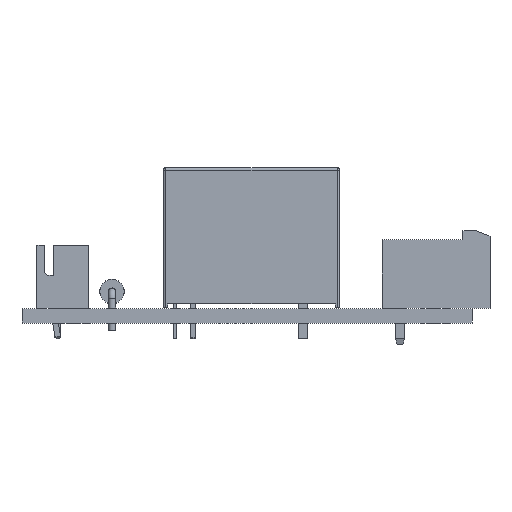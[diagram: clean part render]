
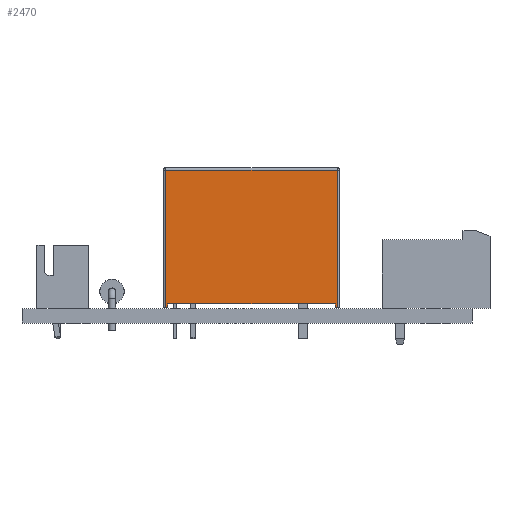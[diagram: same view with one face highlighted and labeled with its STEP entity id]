
A CAD part, front view. The second image highlights one B-rep face of the part: STEP entity #2470.
In plain terms, the highlighted planar face has unit normal (0, -1, 0).
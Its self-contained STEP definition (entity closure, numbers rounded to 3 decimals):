
#467 = PLANE('',#468);
#468 = AXIS2_PLACEMENT_3D('',#469,#470,#471);
#469 = CARTESIAN_POINT('',(8.5,0.,0.48));
#470 = DIRECTION('',(0.,0.,-1.));
#471 = DIRECTION('',(-1.,0.,0.));
#869 = VERTEX_POINT('',#870);
#870 = CARTESIAN_POINT('',(17.8,-7.7,0.48));
#884 = PLANE('',#885);
#885 = AXIS2_PLACEMENT_3D('',#886,#887,#888);
#886 = CARTESIAN_POINT('',(17.8,7.7,0.1));
#887 = DIRECTION('',(1.,0.,0.));
#888 = DIRECTION('',(0.,-1.,0.));
#896 = EDGE_CURVE('',#897,#869,#899,.T.);
#897 = VERTEX_POINT('',#898);
#898 = CARTESIAN_POINT('',(-0.8,-7.7,0.48));
#899 = SURFACE_CURVE('',#900,(#904,#911),.PCURVE_S1.);
#900 = LINE('',#901,#902);
#901 = CARTESIAN_POINT('',(13.4,-7.7,0.48));
#902 = VECTOR('',#903,1.);
#903 = DIRECTION('',(1.,0.,0.));
#904 = PCURVE('',#467,#905);
#905 = DEFINITIONAL_REPRESENTATION('',(#906),#910);
#906 = LINE('',#907,#908);
#907 = CARTESIAN_POINT('',(-4.9,-7.7));
#908 = VECTOR('',#909,1.);
#909 = DIRECTION('',(-1.,0.));
#910 = ( GEOMETRIC_REPRESENTATION_CONTEXT(2) 
PARAMETRIC_REPRESENTATION_CONTEXT() REPRESENTATION_CONTEXT('2D SPACE',''
  ) );
#911 = PCURVE('',#912,#917);
#912 = PLANE('',#913);
#913 = AXIS2_PLACEMENT_3D('',#914,#915,#916);
#914 = CARTESIAN_POINT('',(18.3,-7.7,0.1));
#915 = DIRECTION('',(0.,-1.,0.));
#916 = DIRECTION('',(-1.,0.,0.));
#917 = DEFINITIONAL_REPRESENTATION('',(#918),#922);
#918 = LINE('',#919,#920);
#919 = CARTESIAN_POINT('',(4.9,-0.38));
#920 = VECTOR('',#921,1.);
#921 = DIRECTION('',(-1.,0.));
#922 = ( GEOMETRIC_REPRESENTATION_CONTEXT(2) 
PARAMETRIC_REPRESENTATION_CONTEXT() REPRESENTATION_CONTEXT('2D SPACE',''
  ) );
#940 = PLANE('',#941);
#941 = AXIS2_PLACEMENT_3D('',#942,#943,#944);
#942 = CARTESIAN_POINT('',(-0.8,-8.7,0.1));
#943 = DIRECTION('',(-1.,0.,0.));
#944 = DIRECTION('',(0.,1.,0.));
#2035 = CYLINDRICAL_SURFACE('',#2036,0.25);
#2036 = AXIS2_PLACEMENT_3D('',#2037,#2038,#2039);
#2037 = CARTESIAN_POINT('',(18.05,-7.45,0.1));
#2038 = DIRECTION('',(0.,0.,1.));
#2039 = DIRECTION('',(0.,-1.,0.));
#2063 = PLANE('',#2064);
#2064 = AXIS2_PLACEMENT_3D('',#2065,#2066,#2067);
#2065 = CARTESIAN_POINT('',(8.5,0.,0.1));
#2066 = DIRECTION('',(0.,0.,-1.));
#2067 = DIRECTION('',(-1.,0.,0.));
#2307 = PLANE('',#2308);
#2308 = AXIS2_PLACEMENT_3D('',#2309,#2310,#2311);
#2309 = CARTESIAN_POINT('',(8.5,0.,0.1));
#2310 = DIRECTION('',(0.,0.,-1.));
#2311 = DIRECTION('',(-1.,0.,0.));
#2335 = CYLINDRICAL_SURFACE('',#2336,0.25);
#2336 = AXIS2_PLACEMENT_3D('',#2337,#2338,#2339);
#2337 = CARTESIAN_POINT('',(-1.05,-7.45,0.1));
#2338 = DIRECTION('',(0.,0.,1.));
#2339 = DIRECTION('',(-1.,0.,0.));
#2377 = VERTEX_POINT('',#2378);
#2378 = CARTESIAN_POINT('',(17.8,-7.7,0.1));
#2401 = EDGE_CURVE('',#2377,#869,#2402,.T.);
#2402 = SURFACE_CURVE('',#2403,(#2407,#2414),.PCURVE_S1.);
#2403 = LINE('',#2404,#2405);
#2404 = CARTESIAN_POINT('',(17.8,-7.7,0.1));
#2405 = VECTOR('',#2406,1.);
#2406 = DIRECTION('',(0.,0.,1.));
#2407 = PCURVE('',#884,#2408);
#2408 = DEFINITIONAL_REPRESENTATION('',(#2409),#2413);
#2409 = LINE('',#2410,#2411);
#2410 = CARTESIAN_POINT('',(15.4,0.));
#2411 = VECTOR('',#2412,1.);
#2412 = DIRECTION('',(0.,-1.));
#2413 = ( GEOMETRIC_REPRESENTATION_CONTEXT(2) 
PARAMETRIC_REPRESENTATION_CONTEXT() REPRESENTATION_CONTEXT('2D SPACE',''
  ) );
#2414 = PCURVE('',#912,#2415);
#2415 = DEFINITIONAL_REPRESENTATION('',(#2416),#2420);
#2416 = LINE('',#2417,#2418);
#2417 = CARTESIAN_POINT('',(0.5,0.));
#2418 = VECTOR('',#2419,1.);
#2419 = DIRECTION('',(0.,-1.));
#2420 = ( GEOMETRIC_REPRESENTATION_CONTEXT(2) 
PARAMETRIC_REPRESENTATION_CONTEXT() REPRESENTATION_CONTEXT('2D SPACE',''
  ) );
#2470 = ADVANCED_FACE('',(#2471),#912,.T.);
#2471 = FACE_BOUND('',#2472,.T.);
#2472 = EDGE_LOOP('',(#2473,#2498,#2526,#2549,#2572,#2593,#2594,#2595));
#2473 = ORIENTED_EDGE('',*,*,#2474,.T.);
#2474 = EDGE_CURVE('',#2475,#2477,#2479,.T.);
#2475 = VERTEX_POINT('',#2476);
#2476 = CARTESIAN_POINT('',(18.05,-7.7,0.1));
#2477 = VERTEX_POINT('',#2478);
#2478 = CARTESIAN_POINT('',(18.05,-7.7,15.35));
#2479 = SURFACE_CURVE('',#2480,(#2484,#2491),.PCURVE_S1.);
#2480 = LINE('',#2481,#2482);
#2481 = CARTESIAN_POINT('',(18.05,-7.7,0.1));
#2482 = VECTOR('',#2483,1.);
#2483 = DIRECTION('',(0.,0.,1.));
#2484 = PCURVE('',#912,#2485);
#2485 = DEFINITIONAL_REPRESENTATION('',(#2486),#2490);
#2486 = LINE('',#2487,#2488);
#2487 = CARTESIAN_POINT('',(0.25,0.));
#2488 = VECTOR('',#2489,1.);
#2489 = DIRECTION('',(0.,-1.));
#2490 = ( GEOMETRIC_REPRESENTATION_CONTEXT(2) 
PARAMETRIC_REPRESENTATION_CONTEXT() REPRESENTATION_CONTEXT('2D SPACE',''
  ) );
#2491 = PCURVE('',#2035,#2492);
#2492 = DEFINITIONAL_REPRESENTATION('',(#2493),#2497);
#2493 = LINE('',#2494,#2495);
#2494 = CARTESIAN_POINT('',(0.,0.));
#2495 = VECTOR('',#2496,1.);
#2496 = DIRECTION('',(0.,1.));
#2497 = ( GEOMETRIC_REPRESENTATION_CONTEXT(2) 
PARAMETRIC_REPRESENTATION_CONTEXT() REPRESENTATION_CONTEXT('2D SPACE',''
  ) );
#2498 = ORIENTED_EDGE('',*,*,#2499,.T.);
#2499 = EDGE_CURVE('',#2477,#2500,#2502,.T.);
#2500 = VERTEX_POINT('',#2501);
#2501 = CARTESIAN_POINT('',(-1.05,-7.7,15.35));
#2502 = SURFACE_CURVE('',#2503,(#2507,#2514),.PCURVE_S1.);
#2503 = LINE('',#2504,#2505);
#2504 = CARTESIAN_POINT('',(18.05,-7.7,15.35));
#2505 = VECTOR('',#2506,1.);
#2506 = DIRECTION('',(-1.,0.,0.));
#2507 = PCURVE('',#912,#2508);
#2508 = DEFINITIONAL_REPRESENTATION('',(#2509),#2513);
#2509 = LINE('',#2510,#2511);
#2510 = CARTESIAN_POINT('',(0.25,-15.25));
#2511 = VECTOR('',#2512,1.);
#2512 = DIRECTION('',(1.,0.));
#2513 = ( GEOMETRIC_REPRESENTATION_CONTEXT(2) 
PARAMETRIC_REPRESENTATION_CONTEXT() REPRESENTATION_CONTEXT('2D SPACE',''
  ) );
#2514 = PCURVE('',#2515,#2520);
#2515 = CYLINDRICAL_SURFACE('',#2516,0.25);
#2516 = AXIS2_PLACEMENT_3D('',#2517,#2518,#2519);
#2517 = CARTESIAN_POINT('',(18.05,-7.45,15.35));
#2518 = DIRECTION('',(-1.,0.,0.));
#2519 = DIRECTION('',(0.,0.,1.));
#2520 = DEFINITIONAL_REPRESENTATION('',(#2521),#2525);
#2521 = LINE('',#2522,#2523);
#2522 = CARTESIAN_POINT('',(4.712,0.));
#2523 = VECTOR('',#2524,1.);
#2524 = DIRECTION('',(0.,1.));
#2525 = ( GEOMETRIC_REPRESENTATION_CONTEXT(2) 
PARAMETRIC_REPRESENTATION_CONTEXT() REPRESENTATION_CONTEXT('2D SPACE',''
  ) );
#2526 = ORIENTED_EDGE('',*,*,#2527,.F.);
#2527 = EDGE_CURVE('',#2528,#2500,#2530,.T.);
#2528 = VERTEX_POINT('',#2529);
#2529 = CARTESIAN_POINT('',(-1.05,-7.7,0.1));
#2530 = SURFACE_CURVE('',#2531,(#2535,#2542),.PCURVE_S1.);
#2531 = LINE('',#2532,#2533);
#2532 = CARTESIAN_POINT('',(-1.05,-7.7,0.1));
#2533 = VECTOR('',#2534,1.);
#2534 = DIRECTION('',(0.,0.,1.));
#2535 = PCURVE('',#912,#2536);
#2536 = DEFINITIONAL_REPRESENTATION('',(#2537),#2541);
#2537 = LINE('',#2538,#2539);
#2538 = CARTESIAN_POINT('',(19.35,0.));
#2539 = VECTOR('',#2540,1.);
#2540 = DIRECTION('',(0.,-1.));
#2541 = ( GEOMETRIC_REPRESENTATION_CONTEXT(2) 
PARAMETRIC_REPRESENTATION_CONTEXT() REPRESENTATION_CONTEXT('2D SPACE',''
  ) );
#2542 = PCURVE('',#2335,#2543);
#2543 = DEFINITIONAL_REPRESENTATION('',(#2544),#2548);
#2544 = LINE('',#2545,#2546);
#2545 = CARTESIAN_POINT('',(1.571,0.));
#2546 = VECTOR('',#2547,1.);
#2547 = DIRECTION('',(0.,1.));
#2548 = ( GEOMETRIC_REPRESENTATION_CONTEXT(2) 
PARAMETRIC_REPRESENTATION_CONTEXT() REPRESENTATION_CONTEXT('2D SPACE',''
  ) );
#2549 = ORIENTED_EDGE('',*,*,#2550,.F.);
#2550 = EDGE_CURVE('',#2551,#2528,#2553,.T.);
#2551 = VERTEX_POINT('',#2552);
#2552 = CARTESIAN_POINT('',(-0.8,-7.7,0.1));
#2553 = SURFACE_CURVE('',#2554,(#2558,#2565),.PCURVE_S1.);
#2554 = LINE('',#2555,#2556);
#2555 = CARTESIAN_POINT('',(18.3,-7.7,0.1));
#2556 = VECTOR('',#2557,1.);
#2557 = DIRECTION('',(-1.,0.,0.));
#2558 = PCURVE('',#912,#2559);
#2559 = DEFINITIONAL_REPRESENTATION('',(#2560),#2564);
#2560 = LINE('',#2561,#2562);
#2561 = CARTESIAN_POINT('',(0.,0.));
#2562 = VECTOR('',#2563,1.);
#2563 = DIRECTION('',(1.,0.));
#2564 = ( GEOMETRIC_REPRESENTATION_CONTEXT(2) 
PARAMETRIC_REPRESENTATION_CONTEXT() REPRESENTATION_CONTEXT('2D SPACE',''
  ) );
#2565 = PCURVE('',#2307,#2566);
#2566 = DEFINITIONAL_REPRESENTATION('',(#2567),#2571);
#2567 = LINE('',#2568,#2569);
#2568 = CARTESIAN_POINT('',(-9.8,-7.7));
#2569 = VECTOR('',#2570,1.);
#2570 = DIRECTION('',(1.,0.));
#2571 = ( GEOMETRIC_REPRESENTATION_CONTEXT(2) 
PARAMETRIC_REPRESENTATION_CONTEXT() REPRESENTATION_CONTEXT('2D SPACE',''
  ) );
#2572 = ORIENTED_EDGE('',*,*,#2573,.F.);
#2573 = EDGE_CURVE('',#897,#2551,#2574,.T.);
#2574 = SURFACE_CURVE('',#2575,(#2579,#2586),.PCURVE_S1.);
#2575 = LINE('',#2576,#2577);
#2576 = CARTESIAN_POINT('',(-0.8,-7.7,0.1));
#2577 = VECTOR('',#2578,1.);
#2578 = DIRECTION('',(0.,0.,-1.));
#2579 = PCURVE('',#912,#2580);
#2580 = DEFINITIONAL_REPRESENTATION('',(#2581),#2585);
#2581 = LINE('',#2582,#2583);
#2582 = CARTESIAN_POINT('',(19.1,0.));
#2583 = VECTOR('',#2584,1.);
#2584 = DIRECTION('',(0.,1.));
#2585 = ( GEOMETRIC_REPRESENTATION_CONTEXT(2) 
PARAMETRIC_REPRESENTATION_CONTEXT() REPRESENTATION_CONTEXT('2D SPACE',''
  ) );
#2586 = PCURVE('',#940,#2587);
#2587 = DEFINITIONAL_REPRESENTATION('',(#2588),#2592);
#2588 = LINE('',#2589,#2590);
#2589 = CARTESIAN_POINT('',(1.,0.));
#2590 = VECTOR('',#2591,1.);
#2591 = DIRECTION('',(0.,1.));
#2592 = ( GEOMETRIC_REPRESENTATION_CONTEXT(2) 
PARAMETRIC_REPRESENTATION_CONTEXT() REPRESENTATION_CONTEXT('2D SPACE',''
  ) );
#2593 = ORIENTED_EDGE('',*,*,#896,.T.);
#2594 = ORIENTED_EDGE('',*,*,#2401,.F.);
#2595 = ORIENTED_EDGE('',*,*,#2596,.F.);
#2596 = EDGE_CURVE('',#2475,#2377,#2597,.T.);
#2597 = SURFACE_CURVE('',#2598,(#2602,#2609),.PCURVE_S1.);
#2598 = LINE('',#2599,#2600);
#2599 = CARTESIAN_POINT('',(18.3,-7.7,0.1));
#2600 = VECTOR('',#2601,1.);
#2601 = DIRECTION('',(-1.,0.,0.));
#2602 = PCURVE('',#912,#2603);
#2603 = DEFINITIONAL_REPRESENTATION('',(#2604),#2608);
#2604 = LINE('',#2605,#2606);
#2605 = CARTESIAN_POINT('',(0.,0.));
#2606 = VECTOR('',#2607,1.);
#2607 = DIRECTION('',(1.,0.));
#2608 = ( GEOMETRIC_REPRESENTATION_CONTEXT(2) 
PARAMETRIC_REPRESENTATION_CONTEXT() REPRESENTATION_CONTEXT('2D SPACE',''
  ) );
#2609 = PCURVE('',#2063,#2610);
#2610 = DEFINITIONAL_REPRESENTATION('',(#2611),#2615);
#2611 = LINE('',#2612,#2613);
#2612 = CARTESIAN_POINT('',(-9.8,-7.7));
#2613 = VECTOR('',#2614,1.);
#2614 = DIRECTION('',(1.,0.));
#2615 = ( GEOMETRIC_REPRESENTATION_CONTEXT(2) 
PARAMETRIC_REPRESENTATION_CONTEXT() REPRESENTATION_CONTEXT('2D SPACE',''
  ) );
